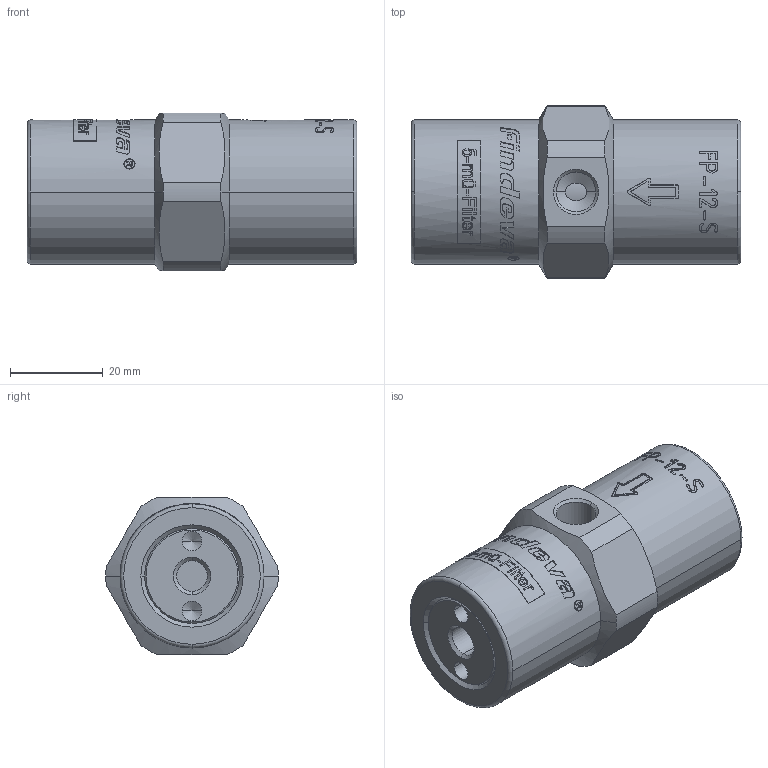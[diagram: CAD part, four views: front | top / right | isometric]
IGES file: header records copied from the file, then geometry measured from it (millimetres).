
Global section: file name: No Iges File Name specified; native system: Autodesk Inventor 2011; preprocessor: AutoDesk Inventor Iges Exporter R2011; author: Petr; date: 20120402.231344; units: millimetre
Bounding box: 71 x 37.1 x 34 mm (x, y, z)
Volume: 54629.4 mm3; surface area: 10164.4 mm2
Topology: 1 solids, 1 shells, 471 faces, 1255 edges, 827 vertices
Faces by surface type: bspline 236, plane 172, cylinder 51, cone 8, torus 4
